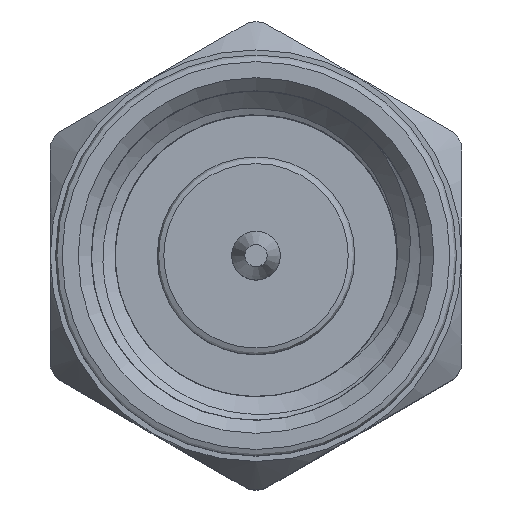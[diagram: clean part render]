
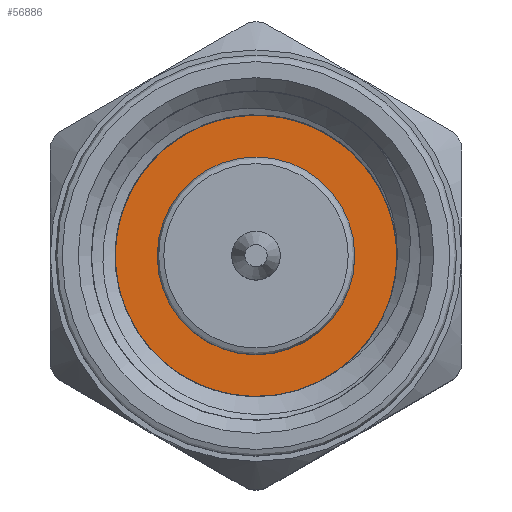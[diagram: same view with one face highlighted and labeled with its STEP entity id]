
A CAD part, top view. The second image highlights one B-rep face of the part: STEP entity #56886.
In plain terms, the highlighted face is planar.
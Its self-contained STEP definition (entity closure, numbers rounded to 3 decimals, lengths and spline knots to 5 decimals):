
#1469 = EDGE_CURVE ( 'NONE', #9758, #71895, #91077, .T. ) ;
#2788 = CARTESIAN_POINT ( 'NONE',  ( -0.65, 0.03156, -0.11247 ) ) ;
#3112 = CARTESIAN_POINT ( 'NONE',  ( -0.65, -0.09009, -0.05765 ) ) ;
#4065 = CARTESIAN_POINT ( 'NONE',  ( -0.65, 0.07852, -0.09165 ) ) ;
#4217 = CARTESIAN_POINT ( 'NONE',  ( -0.65, 0., 0. ) ) ;
#4450 = CARTESIAN_POINT ( 'NONE',  ( -0.65, -0.10457, 0.02246 ) ) ;
#6161 = EDGE_LOOP ( 'NONE', ( #71879, #77724, #29750, #96726 ) ) ;
#6744 = B_SPLINE_CURVE_WITH_KNOTS ( 'NONE', 3,
 ( #49106, #79948, #79614, #11335, #64273, #4450 ),
 .UNSPECIFIED., .F., .F.,
 ( 4, 2, 4 ),
 ( 0., 0.00106, 0.00212 ),
 .UNSPECIFIED. ) ;
#9758 = VERTEX_POINT ( 'NONE', #39712 ) ;
#10329 = CIRCLE ( 'NONE', #79021, 0.075 ) ;
#11269 = CARTESIAN_POINT ( 'NONE',  ( -0.65, 0.09112, -0.08017 ) ) ;
#11335 = CARTESIAN_POINT ( 'NONE',  ( -0.65, -0.10773, -0.00531 ) ) ;
#12097 = CARTESIAN_POINT ( 'NONE',  ( -0.65, -0.08269, 0.07467 ) ) ;
#12147 = AXIS2_PLACEMENT_3D ( 'NONE', #4217, #50165, #18966 ) ;
#13061 = CARTESIAN_POINT ( 'NONE',  ( -0.65, -0.08929, 0.06534 ) ) ;
#14331 = EDGE_CURVE ( 'NONE', #34361, #34361, #10329, .T. ) ;
#17072 = CARTESIAN_POINT ( 'NONE',  ( -0.65, 0., 0.075 ) ) ;
#18161 = CARTESIAN_POINT ( 'NONE',  ( -0.65, -0.08453, -0.06777 ) ) ;
#18490 = CARTESIAN_POINT ( 'NONE',  ( -0.65, 0.02029, -0.11428 ) ) ;
#18966 = DIRECTION ( 'NONE',  ( 0., 0., 1. ) ) ;
#19660 = CARTESIAN_POINT ( 'NONE',  ( -0.65, -0.10457, 0.02246 ) ) ;
#19915 = CIRCLE ( 'NONE', #50279, 0.125 ) ;
#24162 = CARTESIAN_POINT ( 'NONE',  ( -0.65, 0.11909, -0.03736 ) ) ;
#25742 = EDGE_LOOP ( 'NONE', ( #84289 ) ) ;
#26101 = CARTESIAN_POINT ( 'NONE',  ( -0.65, 0.09504, -0.07605 ) ) ;
#26415 = CARTESIAN_POINT ( 'NONE',  ( -0.65, 0.10564, -0.06247 ) ) ;
#26915 = EDGE_CURVE ( 'NONE', #64160, #9758, #6744, .T. ) ;
#27535 = PLANE ( 'NONE',  #12147 ) ;
#27573 = CARTESIAN_POINT ( 'NONE',  ( -0.65, -0.00413, 0.11712 ) ) ;
#27905 = CARTESIAN_POINT ( 'NONE',  ( -0.65, 0.09854, 0.07671 ) ) ;
#28234 = CARTESIAN_POINT ( 'NONE',  ( -0.65, -0.02107, 0.11419 ) ) ;
#29337 = DIRECTION ( 'NONE',  ( -1., 0., 0. ) ) ;
#29750 = ORIENTED_EDGE ( 'NONE', *, *, #26915, .T. ) ;
#30965 = EDGE_CURVE ( 'NONE', #71895, #48515, #19915, .T. ) ;
#33351 = CARTESIAN_POINT ( 'NONE',  ( -0.65, 0.01462, -0.11478 ) ) ;
#33643 = CARTESIAN_POINT ( 'NONE',  ( -0.65, 0.10229, -0.06722 ) ) ;
#33919 = CARTESIAN_POINT ( 'NONE',  ( -0.65, -0.09009, -0.05765 ) ) ;
#33985 = CARTESIAN_POINT ( 'NONE',  ( -0.65, -0.06074, -0.09266 ) ) ;
#34115 = B_SPLINE_CURVE_WITH_KNOTS ( 'NONE', 3,
 ( #38656, #24162, #55986, #26415, #33643, #26101, #11269, #4065, #85158, #47748, #63250, #64212, #2788, #18490, #33351, #77616, #63565, #41482, #94018, #48382, #33985, #40234, #18161, #3112 ),
 .UNSPECIFIED., .F., .F.,
 ( 4, 2, 2, 2, 2, 2, 2, 2, 2, 2, 2, 4 ),
 ( 0., 0.00087, 0.0013, 0.00173, 0.0026, 0.00304, 0.00347, 0.0039, 0.00434, 0.0052, 0.00607, 0.00694 ),
 .UNSPECIFIED. ) ;
#34361 = VERTEX_POINT ( 'NONE', #17072 ) ;
#35158 = CARTESIAN_POINT ( 'NONE',  ( -0.65, -0.03727, 0.10877 ) ) ;
#35816 = CARTESIAN_POINT ( 'NONE',  ( -0.65, 0.09053, 0.08498 ) ) ;
#36151 = CARTESIAN_POINT ( 'NONE',  ( -0.65, 0.01299, 0.11751 ) ) ;
#38656 = CARTESIAN_POINT ( 'NONE',  ( -0.65, 0.12221, -0.02625 ) ) ;
#39712 = CARTESIAN_POINT ( 'NONE',  ( -0.65, -0.10457, 0.02246 ) ) ;
#40234 = CARTESIAN_POINT ( 'NONE',  ( -0.65, -0.07748, -0.07686 ) ) ;
#41482 = CARTESIAN_POINT ( 'NONE',  ( -0.65, -0.01961, -0.1123 ) ) ;
#42352 = CARTESIAN_POINT ( 'NONE',  ( -0.65, -0.10298, 0.03389 ) ) ;
#42676 = CARTESIAN_POINT ( 'NONE',  ( -0.65, 0.10529, 0.06737 ) ) ;
#43323 = CARTESIAN_POINT ( 'NONE',  ( -0.65, -0.02655, 0.11266 ) ) ;
#47748 = CARTESIAN_POINT ( 'NONE',  ( -0.65, 0.05344, -0.10561 ) ) ;
#48382 = CARTESIAN_POINT ( 'NONE',  ( -0.65, -0.05135, -0.0991 ) ) ;
#48515 = VERTEX_POINT ( 'NONE', #70858 ) ;
#49106 = CARTESIAN_POINT ( 'NONE',  ( -0.65, -0.09009, -0.05765 ) ) ;
#49868 = CARTESIAN_POINT ( 'NONE',  ( -0.65, 0.07257, 0.09896 ) ) ;
#50165 = DIRECTION ( 'NONE',  ( -1., 0., 0. ) ) ;
#50279 = AXIS2_PLACEMENT_3D ( 'NONE', #73012, #57923, #80851 ) ;
#55986 = CARTESIAN_POINT ( 'NONE',  ( -0.65, 0.11454, -0.0478 ) ) ;
#56886 = ADVANCED_FACE ( 'NONE', ( #73240, #84963 ), #27535, .T. ) ;
#57150 = CARTESIAN_POINT ( 'NONE',  ( -0.65, -0.05761, 0.09816 ) ) ;
#57476 = CARTESIAN_POINT ( 'NONE',  ( -0.65, 0.06246, 0.10475 ) ) ;
#57923 = DIRECTION ( 'NONE',  ( -1., 0., 0. ) ) ;
#58113 = CARTESIAN_POINT ( 'NONE',  ( -0.65, -0.06672, 0.09122 ) ) ;
#58904 = DIRECTION ( 'NONE',  ( 0., 0., 1. ) ) ;
#63250 = CARTESIAN_POINT ( 'NONE',  ( -0.65, 0.04815, -0.10771 ) ) ;
#63565 = CARTESIAN_POINT ( 'NONE',  ( -0.65, -0.00259, -0.11462 ) ) ;
#64160 = VERTEX_POINT ( 'NONE', #33919 ) ;
#64212 = CARTESIAN_POINT ( 'NONE',  ( -0.65, 0.0372, -0.11115 ) ) ;
#64273 = CARTESIAN_POINT ( 'NONE',  ( -0.65, -0.1075, 0.00883 ) ) ;
#64706 = CARTESIAN_POINT ( 'NONE',  ( -0.65, 0.0073, 0.11765 ) ) ;
#65363 = CARTESIAN_POINT ( 'NONE',  ( -0.65, -0.04255, 0.10639 ) ) ;
#70672 = CARTESIAN_POINT ( 'NONE',  ( -0.65, 0.10529, 0.06737 ) ) ;
#70858 = CARTESIAN_POINT ( 'NONE',  ( -0.65, 0.12221, -0.02625 ) ) ;
#71879 = ORIENTED_EDGE ( 'NONE', *, *, #30965, .T. ) ;
#71895 = VERTEX_POINT ( 'NONE', #70672 ) ;
#73012 = CARTESIAN_POINT ( 'NONE',  ( -0.65, 0., 0. ) ) ;
#73218 = CARTESIAN_POINT ( 'NONE',  ( -0.65, 0.03001, 0.11588 ) ) ;
#73240 = FACE_OUTER_BOUND ( 'NONE', #6161, .T. ) ;
#73326 = CARTESIAN_POINT ( 'NONE',  ( -0.65, 0., 0. ) ) ;
#73534 = CARTESIAN_POINT ( 'NONE',  ( -0.65, -0.0996, 0.04474 ) ) ;
#77616 = CARTESIAN_POINT ( 'NONE',  ( -0.65, 0.00321, -0.11494 ) ) ;
#77724 = ORIENTED_EDGE ( 'NONE', *, *, #89044, .T. ) ;
#79021 = AXIS2_PLACEMENT_3D ( 'NONE', #73326, #29337, #58904 ) ;
#79614 = CARTESIAN_POINT ( 'NONE',  ( -0.65, -0.10278, -0.03269 ) ) ;
#79948 = CARTESIAN_POINT ( 'NONE',  ( -0.65, -0.09761, -0.0459 ) ) ;
#80074 = CARTESIAN_POINT ( 'NONE',  ( -0.65, -0.00989, 0.11642 ) ) ;
#80851 = DIRECTION ( 'NONE',  ( 0., 0., 1. ) ) ;
#84289 = ORIENTED_EDGE ( 'NONE', *, *, #14331, .F. ) ;
#84963 = FACE_BOUND ( 'NONE', #25742, .T. ) ;
#85158 = CARTESIAN_POINT ( 'NONE',  ( -0.65, 0.06883, -0.09819 ) ) ;
#87651 = CARTESIAN_POINT ( 'NONE',  ( -0.65, 0.04133, 0.11315 ) ) ;
#89044 = EDGE_CURVE ( 'NONE', #48515, #64160, #34115, .T. ) ;
#91077 = B_SPLINE_CURVE_WITH_KNOTS ( 'NONE', 3,
 ( #19660, #42352, #73534, #13061, #12097, #58113, #57150, #65363, #35158, #43323, #28234, #80074, #27573, #64706, #36151, #73218, #87651, #57476, #49868, #35816, #27905, #42676 ),
 .UNSPECIFIED., .F., .F.,
 ( 4, 2, 2, 2, 2, 2, 2, 2, 2, 2, 4 ),
 ( 0., 0.00087, 0.00173, 0.0026, 0.00303, 0.00347, 0.0039, 0.00433, 0.0052, 0.00607, 0.00693 ),
 .UNSPECIFIED. ) ;
#94018 = CARTESIAN_POINT ( 'NONE',  ( -0.65, -0.03052, -0.10905 ) ) ;
#96726 = ORIENTED_EDGE ( 'NONE', *, *, #1469, .T. ) ;
